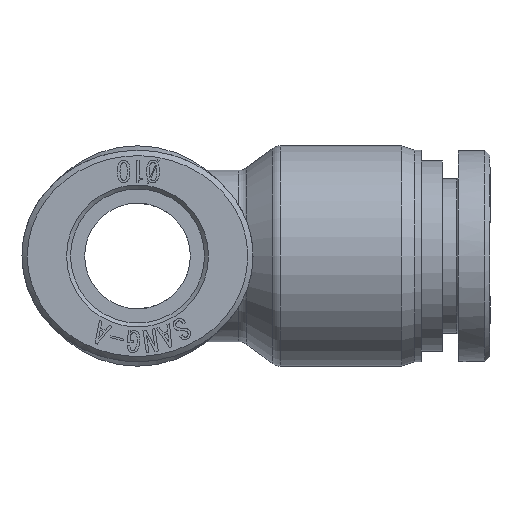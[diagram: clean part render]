
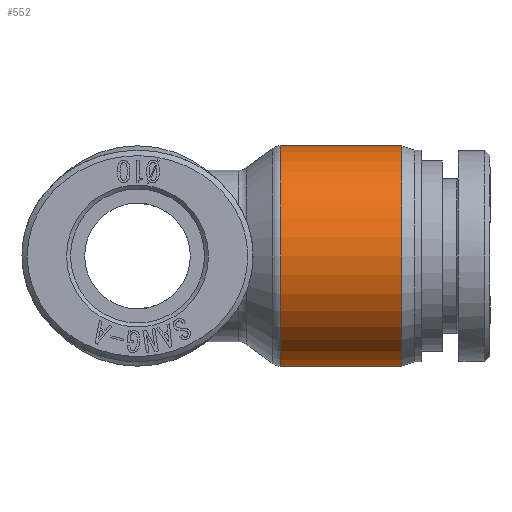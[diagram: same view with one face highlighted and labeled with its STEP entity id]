
A CAD part, left-side view. The second image highlights one B-rep face of the part: STEP entity #552.
In plain terms, the highlighted cylindrical face has radius 8.35 mm (diameter 16.7 mm), a full revolution.
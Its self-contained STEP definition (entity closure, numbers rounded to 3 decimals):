
#521=CARTESIAN_POINT('',(8.35,-10.83,0.));
#522=VERTEX_POINT('',#521);
#523=CARTESIAN_POINT('',(0.,-10.83,0.0));
#524=DIRECTION('',(0.0,1.0,0.0));
#525=DIRECTION('',(-1.0,0.0,0.0));
#526=AXIS2_PLACEMENT_3D('',#523,#524,#525);
#527=CIRCLE('',#526,8.35);
#528=EDGE_CURVE('',#522,#522,#527,.T.);
#533=CARTESIAN_POINT('',(0.,-15.25,0.0));
#534=DIRECTION('',(0.,-1.0,0.0));
#535=DIRECTION('',(1.0,0.0,0.0));
#536=AXIS2_PLACEMENT_3D('',#533,#534,#535);
#537=CYLINDRICAL_SURFACE('',#536,8.35);
#538=CARTESIAN_POINT('',(8.35,-20.0,0.0));
#539=VERTEX_POINT('',#538);
#540=CARTESIAN_POINT('',(0.,-20.0,0.0));
#541=DIRECTION('',(0.0,-1.0,0.0));
#542=DIRECTION('',(1.0,0.0,0.0));
#543=AXIS2_PLACEMENT_3D('',#540,#541,#542);
#544=CIRCLE('',#543,8.35);
#545=EDGE_CURVE('',#539,#539,#544,.T.);
#546=ORIENTED_EDGE('',*,*,#545,.F.);
#547=EDGE_LOOP('',(#546));
#548=FACE_OUTER_BOUND('',#547,.T.);
#549=ORIENTED_EDGE('',*,*,#528,.F.);
#550=EDGE_LOOP('',(#549));
#551=FACE_BOUND('',#550,.T.);
#552=ADVANCED_FACE('',(#548,#551),#537,.T.);
